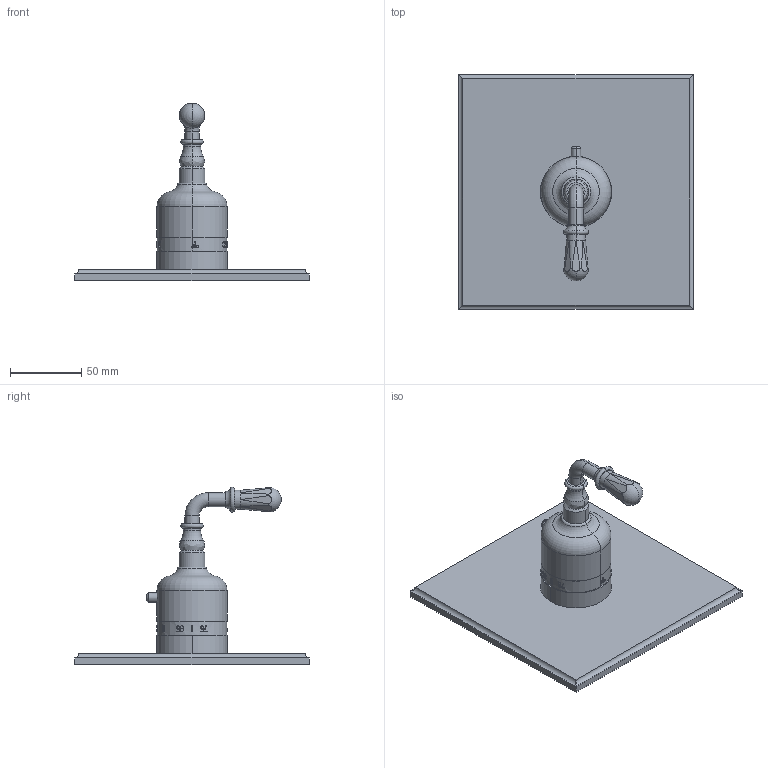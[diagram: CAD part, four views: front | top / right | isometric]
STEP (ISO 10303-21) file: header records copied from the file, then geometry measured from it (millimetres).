
FILE_DESCRIPTION((''),'2;1');
FILE_NAME('3-1744TS','2020-12-03T14:47:16',('jinson.thomas'),(''),'CREO PARAMETRIC BY PTC INC, 2018400','CREO PARAMETRIC BY PTC INC, 2018400','');
FILE_SCHEMA(('CONFIG_CONTROL_DESIGN'));
Length unit declared in the file: inch
Products named in the file (1): 3-1744TS
Bounding box: 165.1 x 165.1 x 124.85 mm (x, y, z)
Volume: 332400.9 mm3; surface area: 71658.8 mm2
Topology: 1 solids, 1 shells, 422 faces, 1148 edges, 748 vertices
Faces by surface type: plane 341, cylinder 43, torus 22, bspline 10, sphere 4, cone 2
Entity records: 13720 total; most frequent: CARTESIAN_POINT 3756, ORIENTED_EDGE 2288, DIRECTION 1742, EDGE_CURVE 1144, VERTEX_POINT 748, AXIS2_PLACEMENT_3D 626, VECTOR 490, LINE 490
